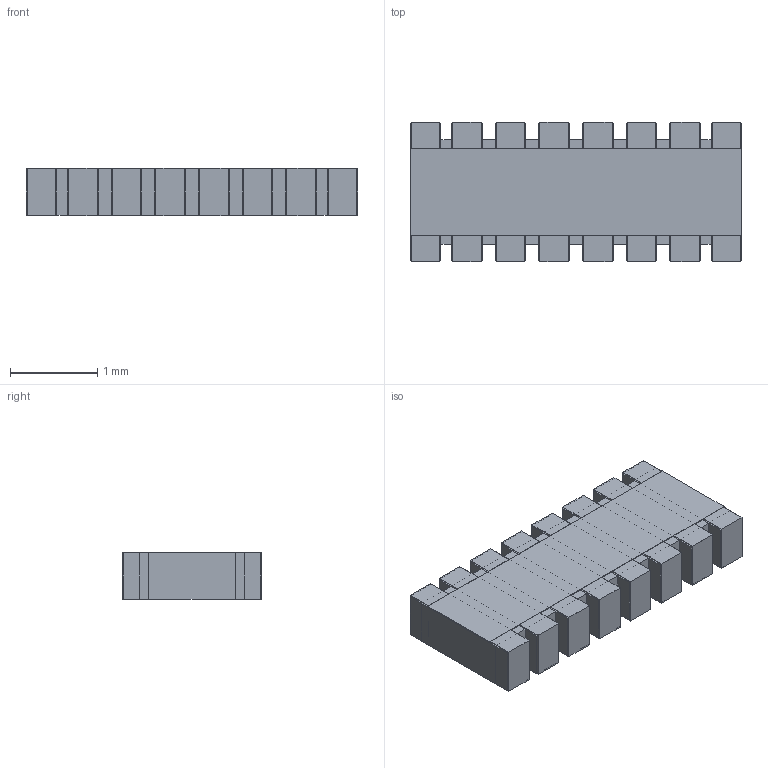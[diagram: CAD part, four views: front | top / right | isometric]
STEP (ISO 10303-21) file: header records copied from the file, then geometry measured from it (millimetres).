
FILE_DESCRIPTION(('FreeCAD Model'),'2;1');
FILE_NAME('1118524.3.1.stp','2022-09-15T21:40:17',( 'Author'),(''),'Open CASCADE STEP processor 6.9','FreeCAD','Unknown' );
FILE_SCHEMA(('AUTOMOTIVE_DESIGN { 1 0 10303 214 1 1 1 1 }'));
Length unit declared in the file: millimetre
Products named in the file (4): ASSEMBLY; solidbody; solidlead; solidtop
Assembly tree (3 placements, depth 2):
  ASSEMBLY
    solidbody
    solidlead
    solidtop
Bounding box: 3.8 x 1.6 x 0.55 mm (x, y, z)
Surface area: 41.7 mm2
Topology: 18 solids, 18 shells, 228 faces, 456 edges, 264 vertices
Faces by surface type: plane 228
Entity records: 11690 total; most frequent: CARTESIAN_POINT 1920, DIRECTION 1776, LINE 1312, VECTOR 1312, ORIENTED_EDGE 912, PCURVE 912, DEFINITIONAL_REPRESENTATION 912, EDGE_CURVE 456
